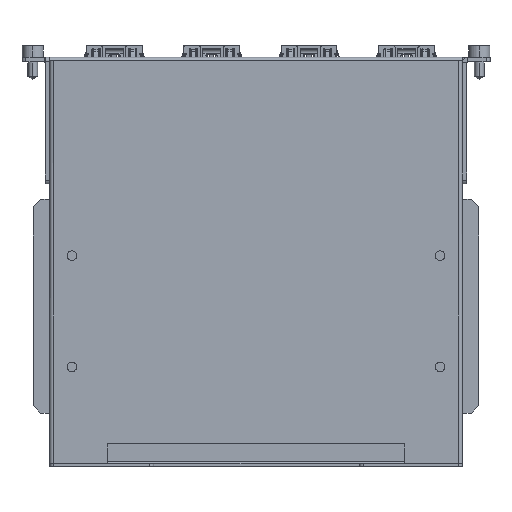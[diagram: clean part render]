
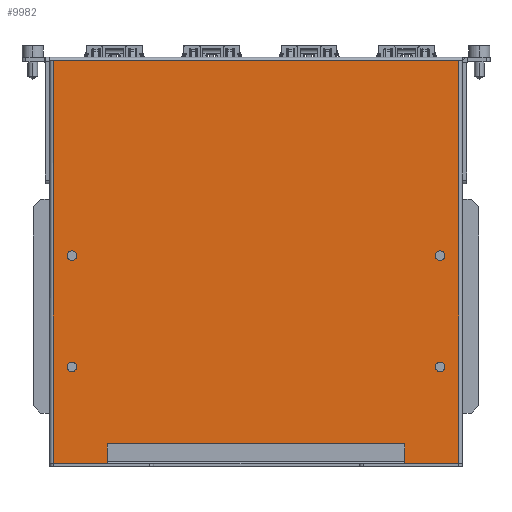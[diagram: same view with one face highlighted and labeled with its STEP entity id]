
A CAD part, front view. The second image highlights one B-rep face of the part: STEP entity #9982.
In plain terms, the highlighted planar face has unit normal (0, -1, 0).
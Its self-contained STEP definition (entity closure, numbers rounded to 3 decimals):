
#5718=DIRECTION('',(-1.,0.,0.));
#5719=VECTOR('',#5718,105.8);
#5720=CARTESIAN_POINT('',(106.7,0.,-0.9));
#5721=LINE('',#5720,#5719);
#6389=DIRECTION('',(0.,0.,1.));
#6390=VECTOR('',#6389,5.);
#6391=CARTESIAN_POINT('',(92.6,0.,-105.8));
#6392=LINE('',#6391,#6390);
#6393=DIRECTION('',(-1.,0.,0.));
#6394=VECTOR('',#6393,77.6);
#6395=CARTESIAN_POINT('',(92.6,0.,-100.8));
#6396=LINE('',#6395,#6394);
#6397=CARTESIAN_POINT('',(5.8,0.,-80.7));
#6398=DIRECTION('',(0.,-1.,0.));
#6399=DIRECTION('',(0.,0.,-1.));
#6400=AXIS2_PLACEMENT_3D('',#6397,#6398,#6399);
#6402=CARTESIAN_POINT('',(5.8,0.,-80.7));
#6403=DIRECTION('',(0.,-1.,0.));
#6404=DIRECTION('',(0.,0.,1.));
#6405=AXIS2_PLACEMENT_3D('',#6402,#6403,#6404);
#6407=CARTESIAN_POINT('',(5.8,0.,-51.7));
#6408=DIRECTION('',(0.,-1.,0.));
#6409=DIRECTION('',(0.,0.,-1.));
#6410=AXIS2_PLACEMENT_3D('',#6407,#6408,#6409);
#6412=CARTESIAN_POINT('',(5.8,0.,-51.7));
#6413=DIRECTION('',(0.,-1.,0.));
#6414=DIRECTION('',(0.,0.,1.));
#6415=AXIS2_PLACEMENT_3D('',#6412,#6413,#6414);
#6417=CARTESIAN_POINT('',(101.8,0.,-51.7));
#6418=DIRECTION('',(0.,-1.,0.));
#6419=DIRECTION('',(0.,0.,-1.));
#6420=AXIS2_PLACEMENT_3D('',#6417,#6418,#6419);
#6422=CARTESIAN_POINT('',(101.8,0.,-51.7));
#6423=DIRECTION('',(0.,-1.,0.));
#6424=DIRECTION('',(0.,0.,1.));
#6425=AXIS2_PLACEMENT_3D('',#6422,#6423,#6424);
#6427=CARTESIAN_POINT('',(101.8,0.,-80.7));
#6428=DIRECTION('',(0.,-1.,0.));
#6429=DIRECTION('',(0.,0.,-1.));
#6430=AXIS2_PLACEMENT_3D('',#6427,#6428,#6429);
#6432=CARTESIAN_POINT('',(101.8,0.,-80.7));
#6433=DIRECTION('',(0.,-1.,0.));
#6434=DIRECTION('',(0.,0.,1.));
#6435=AXIS2_PLACEMENT_3D('',#6432,#6433,#6434);
#6437=DIRECTION('',(0.,0.,1.));
#6438=VECTOR('',#6437,5.);
#6439=CARTESIAN_POINT('',(15.,0.,-105.8));
#6440=LINE('',#6439,#6438);
#6469=DIRECTION('',(1.,0.,0.));
#6470=VECTOR('',#6469,14.1);
#6471=CARTESIAN_POINT('',(92.6,0.,-105.8));
#6472=LINE('',#6471,#6470);
#6749=DIRECTION('',(0.,0.,1.));
#6750=VECTOR('',#6749,104.9);
#6751=CARTESIAN_POINT('',(106.7,0.,-105.8));
#6752=LINE('',#6751,#6750);
#7113=DIRECTION('',(0.,0.,-1.));
#7114=VECTOR('',#7113,104.9);
#7115=CARTESIAN_POINT('',(0.9,0.,-0.9));
#7116=LINE('',#7115,#7114);
#7135=DIRECTION('',(1.,0.,0.));
#7136=VECTOR('',#7135,14.1);
#7137=CARTESIAN_POINT('',(0.9,0.,-105.8));
#7138=LINE('',#7137,#7136);
#8000=CARTESIAN_POINT('',(106.7,0.,-0.9));
#8001=VERTEX_POINT('',#8000);
#8002=CARTESIAN_POINT('',(0.9,0.,-0.9));
#8003=VERTEX_POINT('',#8002);
#8132=CARTESIAN_POINT('',(15.,0.,-105.8));
#8133=CARTESIAN_POINT('',(15.,0.,-100.8));
#8134=VERTEX_POINT('',#8132);
#8135=VERTEX_POINT('',#8133);
#8136=CARTESIAN_POINT('',(0.9,0.,-105.8));
#8137=VERTEX_POINT('',#8136);
#8138=CARTESIAN_POINT('',(106.7,0.,-105.8));
#8139=VERTEX_POINT('',#8138);
#8140=CARTESIAN_POINT('',(92.6,0.,-105.8));
#8141=VERTEX_POINT('',#8140);
#8142=CARTESIAN_POINT('',(92.6,0.,-100.8));
#8143=VERTEX_POINT('',#8142);
#8144=CARTESIAN_POINT('',(5.8,0.,-81.95));
#8145=CARTESIAN_POINT('',(5.8,0.,-79.45));
#8146=VERTEX_POINT('',#8144);
#8147=VERTEX_POINT('',#8145);
#8148=CARTESIAN_POINT('',(5.8,0.,-52.95));
#8149=CARTESIAN_POINT('',(5.8,0.,-50.45));
#8150=VERTEX_POINT('',#8148);
#8151=VERTEX_POINT('',#8149);
#8152=CARTESIAN_POINT('',(101.8,0.,-52.95));
#8153=CARTESIAN_POINT('',(101.8,0.,-50.45));
#8154=VERTEX_POINT('',#8152);
#8155=VERTEX_POINT('',#8153);
#8156=CARTESIAN_POINT('',(101.8,0.,-81.95));
#8157=CARTESIAN_POINT('',(101.8,0.,-79.45));
#8158=VERTEX_POINT('',#8156);
#8159=VERTEX_POINT('',#8157);
#9936=CARTESIAN_POINT('',(0.,0.,-0.8));
#9937=DIRECTION('',(0.,1.,0.));
#9938=DIRECTION('',(0.,0.,1.));
#9939=AXIS2_PLACEMENT_3D('',#9936,#9937,#9938);
#9940=PLANE('',#9939);
#9942=ORIENTED_EDGE('',*,*,#9941,.F.);
#9944=ORIENTED_EDGE('',*,*,#9943,.F.);
#9946=ORIENTED_EDGE('',*,*,#9945,.F.);
#9947=ORIENTED_EDGE('',*,*,#8903,.F.);
#9949=ORIENTED_EDGE('',*,*,#9948,.F.);
#9951=ORIENTED_EDGE('',*,*,#9950,.F.);
#9953=ORIENTED_EDGE('',*,*,#9952,.T.);
#9955=ORIENTED_EDGE('',*,*,#9954,.T.);
#9956=EDGE_LOOP('',(#9942,#9944,#9946,#9947,#9949,#9951,#9953,#9955));
#9957=FACE_OUTER_BOUND('',#9956,.F.);
#9959=ORIENTED_EDGE('',*,*,#9958,.T.);
#9961=ORIENTED_EDGE('',*,*,#9960,.T.);
#9962=EDGE_LOOP('',(#9959,#9961));
#9963=FACE_BOUND('',#9962,.F.);
#9965=ORIENTED_EDGE('',*,*,#9964,.T.);
#9967=ORIENTED_EDGE('',*,*,#9966,.T.);
#9968=EDGE_LOOP('',(#9965,#9967));
#9969=FACE_BOUND('',#9968,.F.);
#9971=ORIENTED_EDGE('',*,*,#9970,.T.);
#9973=ORIENTED_EDGE('',*,*,#9972,.T.);
#9974=EDGE_LOOP('',(#9971,#9973));
#9975=FACE_BOUND('',#9974,.F.);
#9977=ORIENTED_EDGE('',*,*,#9976,.T.);
#9979=ORIENTED_EDGE('',*,*,#9978,.T.);
#9980=EDGE_LOOP('',(#9977,#9979));
#9981=FACE_BOUND('',#9980,.F.);
#6401=CIRCLE('',#6400,1.25);
#6406=CIRCLE('',#6405,1.25);
#6411=CIRCLE('',#6410,1.25);
#6416=CIRCLE('',#6415,1.25);
#6421=CIRCLE('',#6420,1.25);
#6426=CIRCLE('',#6425,1.25);
#6431=CIRCLE('',#6430,1.25);
#6436=CIRCLE('',#6435,1.25);
#8903=EDGE_CURVE('',#8001,#8003,#5721,.T.);
#9941=EDGE_CURVE('',#8134,#8135,#6440,.T.);
#9943=EDGE_CURVE('',#8137,#8134,#7138,.T.);
#9945=EDGE_CURVE('',#8003,#8137,#7116,.T.);
#9948=EDGE_CURVE('',#8139,#8001,#6752,.T.);
#9950=EDGE_CURVE('',#8141,#8139,#6472,.T.);
#9952=EDGE_CURVE('',#8141,#8143,#6392,.T.);
#9954=EDGE_CURVE('',#8143,#8135,#6396,.T.);
#9958=EDGE_CURVE('',#8146,#8147,#6401,.T.);
#9960=EDGE_CURVE('',#8147,#8146,#6406,.T.);
#9964=EDGE_CURVE('',#8150,#8151,#6411,.T.);
#9966=EDGE_CURVE('',#8151,#8150,#6416,.T.);
#9970=EDGE_CURVE('',#8154,#8155,#6421,.T.);
#9972=EDGE_CURVE('',#8155,#8154,#6426,.T.);
#9976=EDGE_CURVE('',#8158,#8159,#6431,.T.);
#9978=EDGE_CURVE('',#8159,#8158,#6436,.T.);
#9982=ADVANCED_FACE('',(#9957,#9963,#9969,#9975,#9981),#9940,.F.);
